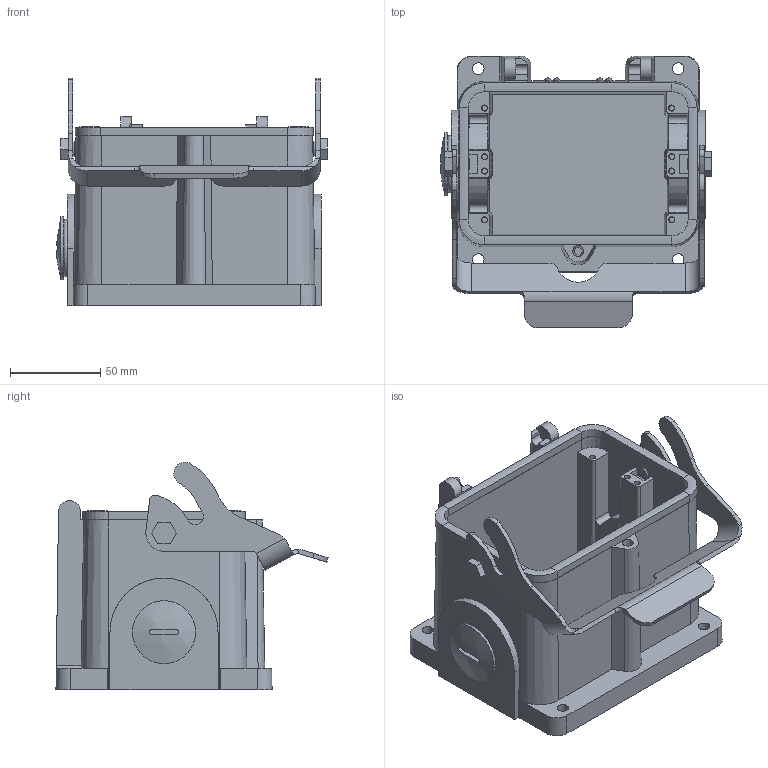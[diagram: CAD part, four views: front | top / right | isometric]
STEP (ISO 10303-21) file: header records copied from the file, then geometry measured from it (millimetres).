
FILE_DESCRIPTION((''),'2;1');
FILE_NAME('05300480265.stp','2020-07-17T10:26:15',('e.eickhoff'),(''),'Autodesk Inventor 2012','Autodesk Inventor 2012','');
FILE_SCHEMA(('AUTOMOTIVE_DESIGN { 1 0 10303 214 1 1 1 1 }'));
Length unit declared in the file: millimetre
Products named in the file (1): 05300480265
Bounding box: 150.44 x 151.08 x 126.36 mm (x, y, z)
Volume: 485022.3 mm3; surface area: 145558.9 mm2
Topology: 2 solids, 4 shells, 502 faces, 1404 edges, 1026 vertices
Faces by surface type: plane 317, cylinder 105, cone 52, bspline 14, torus 13, sphere 1
Full cylindrical faces by diameter (mm): 2.05 x1, 2.422 x1, 3 x1, 4.8 x2, 6 x2, 8 x2, 25 x1, 28 x2, 30.6 x1, 32 x2, 35 x1
Entity records: 17297 total; most frequent: CARTESIAN_POINT 3876, DIRECTION 2618, ORIENTED_EDGE 2516, EDGE_CURVE 1258, VECTOR 888, LINE 888, AXIS2_PLACEMENT_3D 865, VERTEX_POINT 831
